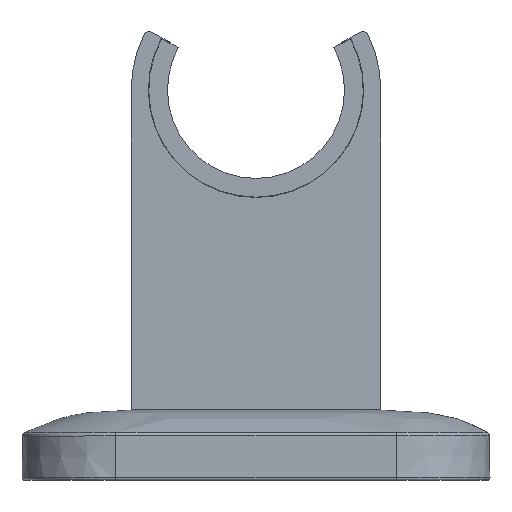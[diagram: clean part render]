
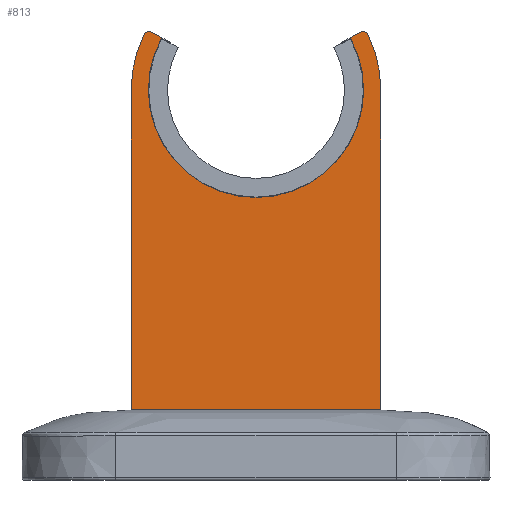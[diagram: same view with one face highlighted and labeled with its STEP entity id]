
A CAD part, front view. The second image highlights one B-rep face of the part: STEP entity #813.
In plain terms, the highlighted planar face has unit normal (0, -1, 0).
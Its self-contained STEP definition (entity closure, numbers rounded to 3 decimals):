
#18 = VERTEX_POINT ( 'NONE', #910 ) ;
#146 = ORIENTED_EDGE ( 'NONE', *, *, #397, .F. ) ;
#220 = EDGE_CURVE ( 'NONE', #4533, #2754, #432, .T. ) ;
#234 = ORIENTED_EDGE ( 'NONE', *, *, #2856, .F. ) ;
#339 = DIRECTION ( 'NONE',  ( 0.875, 0., 0.485 ) ) ;
#397 = EDGE_CURVE ( 'NONE', #4581, #3945, #4776, .T. ) ;
#432 = CIRCLE ( 'NONE', #733, 13.8 ) ;
#456 = AXIS2_PLACEMENT_3D ( 'NONE', #3610, #1138, #3996 ) ;
#570 = CARTESIAN_POINT ( 'NONE',  ( -16., -20., 0. ) ) ;
#586 = AXIS2_PLACEMENT_3D ( 'NONE', #4365, #2009, #4747 ) ;
#635 = CARTESIAN_POINT ( 'NONE',  ( 16., -20., 41. ) ) ;
#661 = EDGE_CURVE ( 'NONE', #4818, #4581, #4905, .T. ) ;
#681 = LINE ( 'NONE', #2674, #3516 ) ;
#711 = DIRECTION ( 'NONE',  ( 0., 0., 1. ) ) ;
#729 = DIRECTION ( 'NONE',  ( 0., 1., 0. ) ) ;
#733 = AXIS2_PLACEMENT_3D ( 'NONE', #4068, #4050, #4146 ) ;
#759 = CARTESIAN_POINT ( 'NONE',  ( 0., -20., 41. ) ) ;
#813 = ADVANCED_FACE ( 'NONE', ( #3079 ), #3901, .F. ) ;
#899 = DIRECTION ( 'NONE',  ( 0., 0., 1. ) ) ;
#910 = CARTESIAN_POINT ( 'NONE',  ( 14.383, -20., 48.01 ) ) ;
#950 = CARTESIAN_POINT ( 'NONE',  ( -16., -20., 41. ) ) ;
#967 = AXIS2_PLACEMENT_3D ( 'NONE', #759, #729, #711 ) ;
#1138 = DIRECTION ( 'NONE',  ( 0., 1., 0. ) ) ;
#1199 = DIRECTION ( 'NONE',  ( 0., -1., 0. ) ) ;
#1215 = EDGE_CURVE ( 'NONE', #2876, #4818, #681, .T. ) ;
#1297 = VERTEX_POINT ( 'NONE', #2429 ) ;
#1517 = EDGE_CURVE ( 'NONE', #18, #2876, #2895, .T. ) ;
#1625 = CARTESIAN_POINT ( 'NONE',  ( 13.664, -20., 47.659 ) ) ;
#1650 = CARTESIAN_POINT ( 'NONE',  ( 0., -20., 27.2 ) ) ;
#1916 = EDGE_CURVE ( 'NONE', #4046, #2754, #3769, .T. ) ;
#2009 = DIRECTION ( 'NONE',  ( 0., 1., 0. ) ) ;
#2023 = CARTESIAN_POINT ( 'NONE',  ( 12.07, -20., 47.69 ) ) ;
#2167 = EDGE_LOOP ( 'NONE', ( #4382, #3990, #234, #4207, #2310, #2683, #2982, #3911, #146, #4649, #4817 ) ) ;
#2255 = VERTEX_POINT ( 'NONE', #3494 ) ;
#2301 = EDGE_CURVE ( 'NONE', #4046, #1297, #3708, .T. ) ;
#2310 = ORIENTED_EDGE ( 'NONE', *, *, #220, .T. ) ;
#2340 = EDGE_CURVE ( 'NONE', #18, #2255, #3085, .T. ) ;
#2429 = CARTESIAN_POINT ( 'NONE',  ( -14.383, -20., 48.01 ) ) ;
#2478 = CARTESIAN_POINT ( 'NONE',  ( -13.664, -20., 47.659 ) ) ;
#2553 = VERTEX_POINT ( 'NONE', #2023 ) ;
#2588 = CIRCLE ( 'NONE', #456, 16. ) ;
#2674 = CARTESIAN_POINT ( 'NONE',  ( 16., -20., 0. ) ) ;
#2683 = ORIENTED_EDGE ( 'NONE', *, *, #1916, .F. ) ;
#2715 = DIRECTION ( 'NONE',  ( 0., -1., 0. ) ) ;
#2734 = DIRECTION ( 'NONE',  ( 0., 0., -1. ) ) ;
#2754 = VERTEX_POINT ( 'NONE', #4679 ) ;
#2822 = EDGE_CURVE ( 'NONE', #2553, #4533, #4945, .T. ) ;
#2856 = EDGE_CURVE ( 'NONE', #2553, #2255, #4700, .T. ) ;
#2876 = VERTEX_POINT ( 'NONE', #635 ) ;
#2895 = CIRCLE ( 'NONE', #967, 16. ) ;
#2906 = CARTESIAN_POINT ( 'NONE',  ( -16., -20., 0. ) ) ;
#2982 = ORIENTED_EDGE ( 'NONE', *, *, #2301, .T. ) ;
#3052 = CARTESIAN_POINT ( 'NONE',  ( -10.933, -20., 47.06 ) ) ;
#3079 = FACE_OUTER_BOUND ( 'NONE', #2167, .T. ) ;
#3085 = CIRCLE ( 'NONE', #4544, 0.8 ) ;
#3143 = VECTOR ( 'NONE', #4090, 1000. ) ;
#3494 = CARTESIAN_POINT ( 'NONE',  ( 13.276, -20., 48.359 ) ) ;
#3516 = VECTOR ( 'NONE', #2734, 1000. ) ;
#3610 = CARTESIAN_POINT ( 'NONE',  ( 0., -20., 41. ) ) ;
#3649 = AXIS2_PLACEMENT_3D ( 'NONE', #4019, #3841, #3834 ) ;
#3708 = CIRCLE ( 'NONE', #4447, 0.8 ) ;
#3769 = LINE ( 'NONE', #3052, #4965 ) ;
#3834 = DIRECTION ( 'NONE',  ( 0., 0., 1. ) ) ;
#3841 = DIRECTION ( 'NONE',  ( 0., 1., 0. ) ) ;
#3901 = PLANE ( 'NONE',  #3649 ) ;
#3911 = ORIENTED_EDGE ( 'NONE', *, *, #4913, .F. ) ;
#3933 = CARTESIAN_POINT ( 'NONE',  ( 16., -20., 0. ) ) ;
#3945 = VERTEX_POINT ( 'NONE', #950 ) ;
#3990 = ORIENTED_EDGE ( 'NONE', *, *, #2340, .T. ) ;
#3996 = DIRECTION ( 'NONE',  ( 0., 0., 1. ) ) ;
#4019 = CARTESIAN_POINT ( 'NONE',  ( 0., -20., 41. ) ) ;
#4046 = VERTEX_POINT ( 'NONE', #5028 ) ;
#4050 = DIRECTION ( 'NONE',  ( 0., 1., 0. ) ) ;
#4063 = CARTESIAN_POINT ( 'NONE',  ( -16., -20., 0. ) ) ;
#4068 = CARTESIAN_POINT ( 'NONE',  ( 0., -20., 41. ) ) ;
#4090 = DIRECTION ( 'NONE',  ( -1., 0., 0. ) ) ;
#4146 = DIRECTION ( 'NONE',  ( 0., 0., 1. ) ) ;
#4207 = ORIENTED_EDGE ( 'NONE', *, *, #2822, .T. ) ;
#4365 = CARTESIAN_POINT ( 'NONE',  ( 0., -20., 41. ) ) ;
#4382 = ORIENTED_EDGE ( 'NONE', *, *, #1517, .F. ) ;
#4412 = DIRECTION ( 'NONE',  ( 0., 0., 1. ) ) ;
#4447 = AXIS2_PLACEMENT_3D ( 'NONE', #2478, #2715, #4412 ) ;
#4533 = VERTEX_POINT ( 'NONE', #1650 ) ;
#4538 = VECTOR ( 'NONE', #4550, 1000. ) ;
#4544 = AXIS2_PLACEMENT_3D ( 'NONE', #1625, #1199, #899 ) ;
#4550 = DIRECTION ( 'NONE',  ( 0., 0., 1. ) ) ;
#4577 = VECTOR ( 'NONE', #339, 1000. ) ;
#4581 = VERTEX_POINT ( 'NONE', #570 ) ;
#4649 = ORIENTED_EDGE ( 'NONE', *, *, #661, .F. ) ;
#4679 = CARTESIAN_POINT ( 'NONE',  ( -12.07, -20., 47.69 ) ) ;
#4700 = LINE ( 'NONE', #5133, #4577 ) ;
#4731 = DIRECTION ( 'NONE',  ( 0.875, 0., -0.485 ) ) ;
#4747 = DIRECTION ( 'NONE',  ( 0., 0., 1. ) ) ;
#4776 = LINE ( 'NONE', #2906, #4538 ) ;
#4817 = ORIENTED_EDGE ( 'NONE', *, *, #1215, .F. ) ;
#4818 = VERTEX_POINT ( 'NONE', #3933 ) ;
#4905 = LINE ( 'NONE', #4063, #3143 ) ;
#4913 = EDGE_CURVE ( 'NONE', #3945, #1297, #2588, .T. ) ;
#4945 = CIRCLE ( 'NONE', #586, 13.8 ) ;
#4965 = VECTOR ( 'NONE', #4731, 1000. ) ;
#5028 = CARTESIAN_POINT ( 'NONE',  ( -13.276, -20., 48.359 ) ) ;
#5133 = CARTESIAN_POINT ( 'NONE',  ( 10.933, -20., 47.06 ) ) ;
